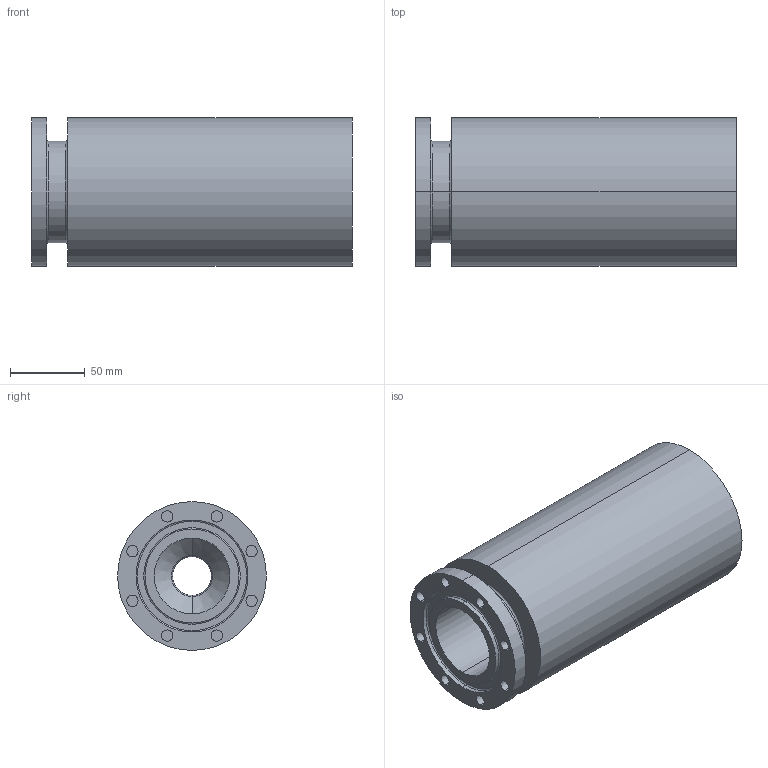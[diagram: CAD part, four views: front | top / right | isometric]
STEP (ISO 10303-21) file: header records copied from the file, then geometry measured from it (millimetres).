
FILE_DESCRIPTION (( 'STEP AP203' ), '1' );
FILE_NAME ('TC V4 (Downsized for Quote).STEP', '2024-04-19T04:16:27', ( '' ), ( '' ), 'SwSTEP 2.0', 'SolidWorks 2024', '' );
FILE_SCHEMA (( 'CONFIG_CONTROL_DESIGN' ));
Length unit declared in the file: inch
Products named in the file (1): TC V4 (Downsized for Quote)
Bounding box: 215.15 x 99.82 x 99.82 mm (x, y, z)
Volume: 1221167.2 mm3; surface area: 122469.3 mm2
Topology: 1 solids, 1 shells, 50 faces, 116 edges, 72 vertices
Faces by surface type: cylinder 28, torus 12, plane 6, cone 4
Entity records: 1571 total; most frequent: DIRECTION 302, CARTESIAN_POINT 239, ORIENTED_EDGE 232, AXIS2_PLACEMENT_3D 135, EDGE_CURVE 116, CIRCLE 84, VERTEX_POINT 72, EDGE_LOOP 72
